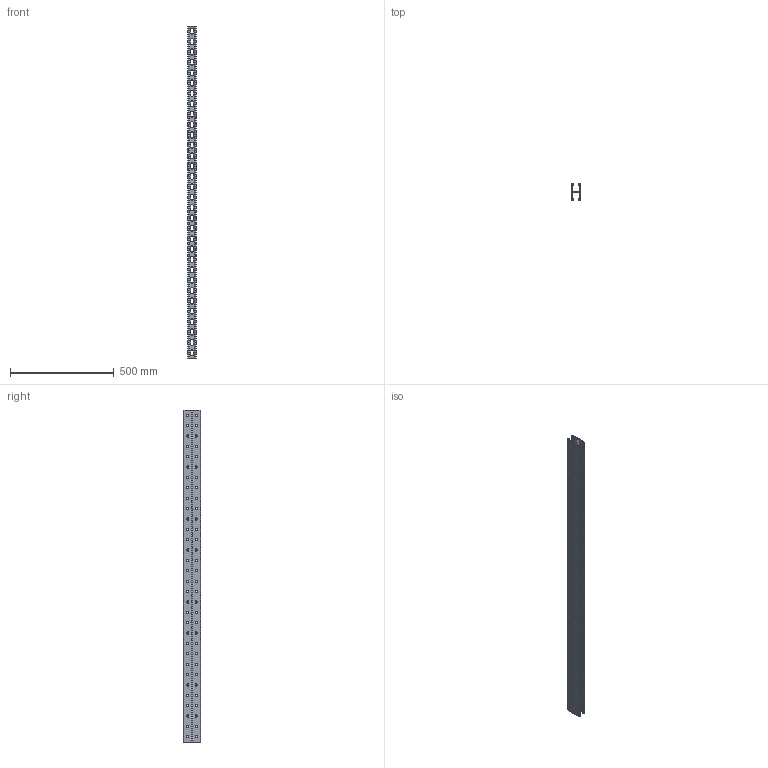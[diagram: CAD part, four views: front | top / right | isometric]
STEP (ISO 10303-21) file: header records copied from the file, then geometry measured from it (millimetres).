
FILE_DESCRIPTION (( 'STEP AP203' ), '1' );
FILE_NAME ('Äâîéíîé STRUT-ïðîôèëü_h41-L1600.step', '2022-01-24T13:23:16', ( '' ), ( '' ), 'SwSTEP 2.0', 'SolidWorks 2017', '' );
FILE_SCHEMA (( 'CONFIG_CONTROL_DESIGN' ));
Length unit declared in the file: millimetre
Products named in the file (2): STRUT-镳铘桦黖h41-1600; Äâîéíîé STRUT-ïðîôèëü_h41-L1600
Assembly tree (2 placements, depth 2):
  Äâîéíîé STRUT-ïðîôèëü_h41-L1600
    STRUT-镳铘桦黖h41-1600  x2
Bounding box: 41 x 82 x 1600 mm (x, y, z)
Volume: 630901.4 mm3; surface area: 875440.4 mm2
Topology: 2 solids, 2 shells, 4064 faces, 12132 edges, 8072 vertices
Faces by surface type: plane 3668, cylinder 396
Entity records: 67806 total; most frequent: CARTESIAN_POINT 12139, ORIENTED_EDGE 12132, DIRECTION 10536, EDGE_CURVE 6066, VECTOR 5670, LINE 5670, VERTEX_POINT 4036, AXIS2_PLACEMENT_3D 2433
